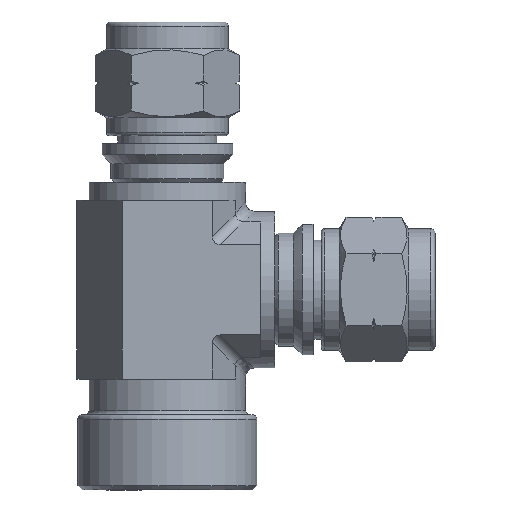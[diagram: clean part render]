
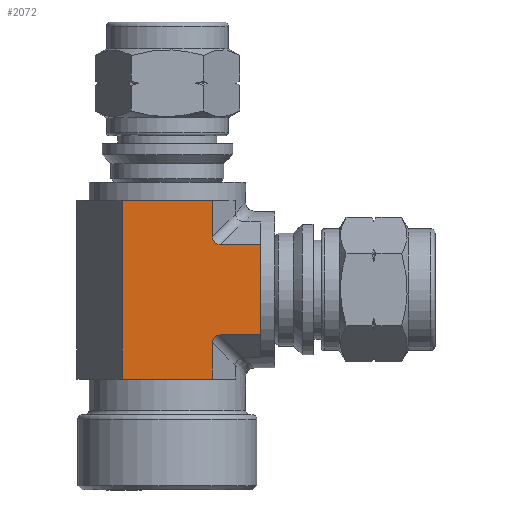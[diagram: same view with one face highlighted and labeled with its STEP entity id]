
A CAD part, left-side view. The second image highlights one B-rep face of the part: STEP entity #2072.
In plain terms, the highlighted planar face has unit normal (-1, 0, 0).
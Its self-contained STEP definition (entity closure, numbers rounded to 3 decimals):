
#17=ELLIPSE('',#2255,1.291,1.);
#24=ELLIPSE('',#2277,1.291,1.);
#336=FACE_OUTER_BOUND('',#483,.T.);
#483=EDGE_LOOP('',(#1813,#1814,#1815,#1816,#1817,#1818,#1819,#1820,#1821,
#1822,#1823,#1824,#1825));
#564=LINE('',#3568,#685);
#571=LINE('',#3620,#692);
#574=LINE('',#3627,#695);
#576=LINE('',#3631,#697);
#577=LINE('',#3641,#698);
#580=LINE('',#3648,#701);
#591=LINE('',#3709,#712);
#594=LINE('',#3721,#715);
#599=LINE('',#3733,#720);
#600=LINE('',#3734,#721);
#601=LINE('',#3735,#722);
#685=VECTOR('',#2748,10.);
#692=VECTOR('',#2771,10.);
#695=VECTOR('',#2780,10.);
#697=VECTOR('',#2786,10.);
#698=VECTOR('',#2797,10.);
#701=VECTOR('',#2804,10.);
#712=VECTOR('',#2875,10.);
#715=VECTOR('',#2886,10.);
#720=VECTOR('',#2901,10.);
#721=VECTOR('',#2902,10.);
#722=VECTOR('',#2903,10.);
#931=VERTEX_POINT('',#3492);
#932=VERTEX_POINT('',#3493);
#943=VERTEX_POINT('',#3552);
#949=VERTEX_POINT('',#3567);
#954=VERTEX_POINT('',#3612);
#955=VERTEX_POINT('',#3614);
#956=VERTEX_POINT('',#3618);
#960=VERTEX_POINT('',#3638);
#961=VERTEX_POINT('',#3640);
#963=VERTEX_POINT('',#3646);
#981=VERTEX_POINT('',#3704);
#983=VERTEX_POINT('',#3707);
#988=VERTEX_POINT('',#3720);
#1189=EDGE_CURVE('',#931,#932,#17,.T.);
#1212=EDGE_CURVE('',#932,#949,#564,.T.);
#1221=EDGE_CURVE('',#954,#955,#24,.T.);
#1224=EDGE_CURVE('',#954,#956,#571,.T.);
#1227=EDGE_CURVE('',#949,#943,#574,.T.);
#1229=EDGE_CURVE('',#943,#956,#576,.T.);
#1232=EDGE_CURVE('',#960,#961,#577,.T.);
#1236=EDGE_CURVE('',#963,#960,#580,.T.);
#1264=EDGE_CURVE('',#983,#981,#591,.T.);
#1269=EDGE_CURVE('',#981,#988,#594,.T.);
#1275=EDGE_CURVE('',#931,#961,#599,.T.);
#1276=EDGE_CURVE('',#988,#963,#600,.T.);
#1277=EDGE_CURVE('',#983,#955,#601,.T.);
#1813=ORIENTED_EDGE('',*,*,#1275,.T.);
#1814=ORIENTED_EDGE('',*,*,#1232,.F.);
#1815=ORIENTED_EDGE('',*,*,#1236,.F.);
#1816=ORIENTED_EDGE('',*,*,#1276,.F.);
#1817=ORIENTED_EDGE('',*,*,#1269,.F.);
#1818=ORIENTED_EDGE('',*,*,#1264,.F.);
#1819=ORIENTED_EDGE('',*,*,#1277,.T.);
#1820=ORIENTED_EDGE('',*,*,#1221,.F.);
#1821=ORIENTED_EDGE('',*,*,#1224,.T.);
#1822=ORIENTED_EDGE('',*,*,#1229,.F.);
#1823=ORIENTED_EDGE('',*,*,#1227,.F.);
#1824=ORIENTED_EDGE('',*,*,#1212,.F.);
#1825=ORIENTED_EDGE('',*,*,#1189,.F.);
#1941=PLANE('',#2329);
#2072=ADVANCED_FACE('',(#336),#1941,.T.);
#2255=AXIS2_PLACEMENT_3D('',#3494,#2705,#2706);
#2277=AXIS2_PLACEMENT_3D('',#3615,#2765,#2766);
#2329=AXIS2_PLACEMENT_3D('',#3732,#2899,#2900);
#2705=DIRECTION('center_axis',(-1.,0.,0.));
#2706=DIRECTION('ref_axis',(0.,0.707,-0.707));
#2748=DIRECTION('',(0.,-1.,0.));
#2765=DIRECTION('center_axis',(-1.,0.,0.));
#2766=DIRECTION('ref_axis',(0.,0.707,0.707));
#2771=DIRECTION('',(0.,-1.,0.));
#2780=DIRECTION('',(0.,0.,-1.));
#2786=DIRECTION('',(0.,0.,-1.));
#2797=DIRECTION('',(0.,-1.,0.));
#2804=DIRECTION('',(0.,-1.,0.));
#2875=DIRECTION('',(0.,1.,0.));
#2886=DIRECTION('',(0.,1.,0.));
#2899=DIRECTION('center_axis',(-1.,0.,0.));
#2900=DIRECTION('ref_axis',(0.,-1.,0.));
#2901=DIRECTION('',(0.,0.,1.));
#2902=DIRECTION('',(0.,0.,1.));
#2903=DIRECTION('',(0.,0.,1.));
#3492=CARTESIAN_POINT('',(-8.75,-5.052,5.918));
#3493=CARTESIAN_POINT('',(-8.75,-5.918,5.052));
#3494=CARTESIAN_POINT('Origin',(-8.75,-6.207,6.207));
#3552=CARTESIAN_POINT('',(-8.75,-10.4,0.));
#3567=CARTESIAN_POINT('',(-8.75,-10.4,5.052));
#3568=CARTESIAN_POINT('',(-8.75,0.,5.052));
#3612=CARTESIAN_POINT('',(-8.75,-5.918,-5.052));
#3614=CARTESIAN_POINT('',(-8.75,-5.052,-5.918));
#3615=CARTESIAN_POINT('Origin',(-8.75,-6.207,-6.207));
#3618=CARTESIAN_POINT('',(-8.75,-10.4,-5.052));
#3620=CARTESIAN_POINT('',(-8.75,0.,-5.052));
#3627=CARTESIAN_POINT('',(-8.75,-10.4,-5.052));
#3631=CARTESIAN_POINT('',(-8.75,-10.4,-5.052));
#3638=CARTESIAN_POINT('',(-8.75,0.,10.));
#3640=CARTESIAN_POINT('',(-8.75,-5.052,10.));
#3641=CARTESIAN_POINT('',(-8.75,5.052,10.));
#3646=CARTESIAN_POINT('',(-8.75,5.052,10.));
#3648=CARTESIAN_POINT('',(-8.75,5.052,10.));
#3704=CARTESIAN_POINT('',(-8.75,0.,-10.));
#3707=CARTESIAN_POINT('',(-8.75,-5.052,-10.));
#3709=CARTESIAN_POINT('',(-8.75,5.052,-10.));
#3720=CARTESIAN_POINT('',(-8.75,5.052,-10.));
#3721=CARTESIAN_POINT('',(-8.75,5.052,-10.));
#3732=CARTESIAN_POINT('Origin',(-8.75,5.052,0.));
#3733=CARTESIAN_POINT('',(-8.75,-5.052,0.));
#3734=CARTESIAN_POINT('',(-8.75,5.052,0.));
#3735=CARTESIAN_POINT('',(-8.75,-5.052,0.));
